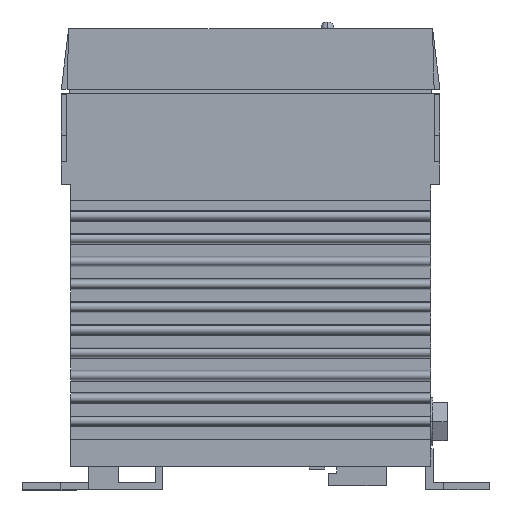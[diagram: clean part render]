
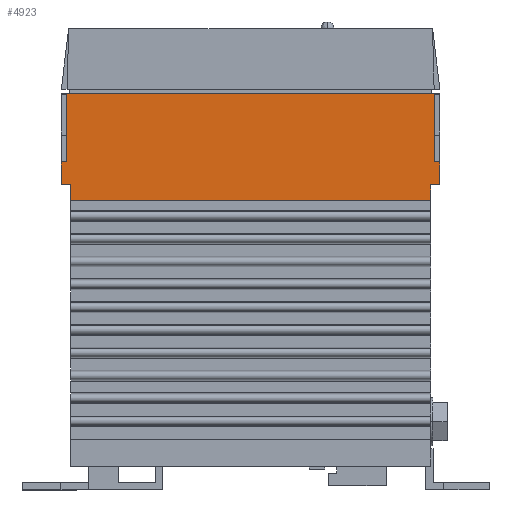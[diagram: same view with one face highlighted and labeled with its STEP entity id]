
A CAD part, top view. The second image highlights one B-rep face of the part: STEP entity #4923.
In plain terms, the highlighted planar face has unit normal (0, 0, 1).
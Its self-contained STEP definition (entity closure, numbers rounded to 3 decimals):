
#159=DIRECTION('',(1.,0.,0.));
#160=VECTOR('',#159,77.737);
#161=CARTESIAN_POINT('',(9.392,83.934,22.352));
#162=LINE('',#161,#160);
#163=DIRECTION('',(0.,-1.,0.));
#164=VECTOR('',#163,14.465);
#165=CARTESIAN_POINT('',(87.129,83.934,22.352));
#166=LINE('',#165,#164);
#167=DIRECTION('',(-1.,0.,0.));
#168=VECTOR('',#167,1.2);
#169=CARTESIAN_POINT('',(88.329,69.469,22.352));
#170=LINE('',#169,#168);
#171=DIRECTION('',(1.,0.,0.));
#172=VECTOR('',#171,1.969);
#173=CARTESIAN_POINT('',(86.36,64.63,22.352));
#174=LINE('',#173,#172);
#175=DIRECTION('',(0.,1.,0.));
#176=VECTOR('',#175,3.34);
#177=CARTESIAN_POINT('',(86.36,61.29,22.352));
#178=LINE('',#177,#176);
#179=DIRECTION('',(1.,0.,0.));
#180=VECTOR('',#179,76.2);
#181=CARTESIAN_POINT('',(10.16,61.29,22.352));
#182=LINE('',#181,#180);
#183=DIRECTION('',(0.,1.,0.));
#184=VECTOR('',#183,3.34);
#185=CARTESIAN_POINT('',(10.16,61.29,22.352));
#186=LINE('',#185,#184);
#187=DIRECTION('',(1.,0.,0.));
#188=VECTOR('',#187,1.969);
#189=CARTESIAN_POINT('',(8.192,64.63,22.352));
#190=LINE('',#189,#188);
#191=DIRECTION('',(0.,1.,0.));
#192=VECTOR('',#191,4.839);
#193=CARTESIAN_POINT('',(8.192,64.63,22.352));
#194=LINE('',#193,#192);
#195=DIRECTION('',(1.,0.,0.));
#196=VECTOR('',#195,1.2);
#197=CARTESIAN_POINT('',(8.192,69.469,22.352));
#198=LINE('',#197,#196);
#199=DIRECTION('',(0.,-1.,0.));
#200=VECTOR('',#199,14.465);
#201=CARTESIAN_POINT('',(9.392,83.934,22.352));
#202=LINE('',#201,#200);
#2491=DIRECTION('',(0.,1.,0.));
#2492=VECTOR('',#2491,4.839);
#2493=CARTESIAN_POINT('',(88.329,64.63,22.352));
#2494=LINE('',#2493,#2492);
#3621=CARTESIAN_POINT('',(8.192,64.63,22.352));
#3622=CARTESIAN_POINT('',(10.16,64.63,22.352));
#3623=VERTEX_POINT('',#3621);
#3624=VERTEX_POINT('',#3622);
#3625=CARTESIAN_POINT('',(86.36,64.63,22.352));
#3626=CARTESIAN_POINT('',(88.329,64.63,22.352));
#3627=VERTEX_POINT('',#3625);
#3628=VERTEX_POINT('',#3626);
#3633=CARTESIAN_POINT('',(86.36,61.29,22.352));
#3634=VERTEX_POINT('',#3633);
#3639=CARTESIAN_POINT('',(10.16,61.29,22.352));
#3640=VERTEX_POINT('',#3639);
#4011=CARTESIAN_POINT('',(88.329,69.469,22.352));
#4013=VERTEX_POINT('',#4011);
#4055=CARTESIAN_POINT('',(8.192,69.469,22.352));
#4057=VERTEX_POINT('',#4055);
#4525=CARTESIAN_POINT('',(9.392,69.469,22.352));
#4527=VERTEX_POINT('',#4525);
#4569=CARTESIAN_POINT('',(87.129,69.469,22.352));
#4570=VERTEX_POINT('',#4569);
#4621=CARTESIAN_POINT('',(9.392,83.934,22.352));
#4622=CARTESIAN_POINT('',(87.129,83.934,22.352));
#4623=VERTEX_POINT('',#4621);
#4624=VERTEX_POINT('',#4622);
#4892=CARTESIAN_POINT('',(8.192,0.,22.352));
#4893=DIRECTION('',(0.,0.,1.));
#4894=DIRECTION('',(1.,0.,0.));
#4895=AXIS2_PLACEMENT_3D('',#4892,#4893,#4894);
#4896=PLANE('',#4895);
#4898=ORIENTED_EDGE('',*,*,#4897,.T.);
#4900=ORIENTED_EDGE('',*,*,#4899,.T.);
#4902=ORIENTED_EDGE('',*,*,#4901,.F.);
#4904=ORIENTED_EDGE('',*,*,#4903,.F.);
#4906=ORIENTED_EDGE('',*,*,#4905,.F.);
#4908=ORIENTED_EDGE('',*,*,#4907,.F.);
#4910=ORIENTED_EDGE('',*,*,#4909,.F.);
#4912=ORIENTED_EDGE('',*,*,#4911,.T.);
#4914=ORIENTED_EDGE('',*,*,#4913,.F.);
#4916=ORIENTED_EDGE('',*,*,#4915,.T.);
#4918=ORIENTED_EDGE('',*,*,#4917,.T.);
#4920=ORIENTED_EDGE('',*,*,#4919,.F.);
#4921=EDGE_LOOP('',(#4898,#4900,#4902,#4904,#4906,#4908,#4910,#4912,#4914,#4916,
#4918,#4920));
#4922=FACE_OUTER_BOUND('',#4921,.F.);
#4923=ADVANCED_FACE('',(#4922),#4896,.T.);
#4897=EDGE_CURVE('',#4623,#4624,#162,.T.);
#4899=EDGE_CURVE('',#4624,#4570,#166,.T.);
#4901=EDGE_CURVE('',#4013,#4570,#170,.T.);
#4903=EDGE_CURVE('',#3628,#4013,#2494,.T.);
#4905=EDGE_CURVE('',#3627,#3628,#174,.T.);
#4907=EDGE_CURVE('',#3634,#3627,#178,.T.);
#4909=EDGE_CURVE('',#3640,#3634,#182,.T.);
#4911=EDGE_CURVE('',#3640,#3624,#186,.T.);
#4913=EDGE_CURVE('',#3623,#3624,#190,.T.);
#4915=EDGE_CURVE('',#3623,#4057,#194,.T.);
#4917=EDGE_CURVE('',#4057,#4527,#198,.T.);
#4919=EDGE_CURVE('',#4623,#4527,#202,.T.);
